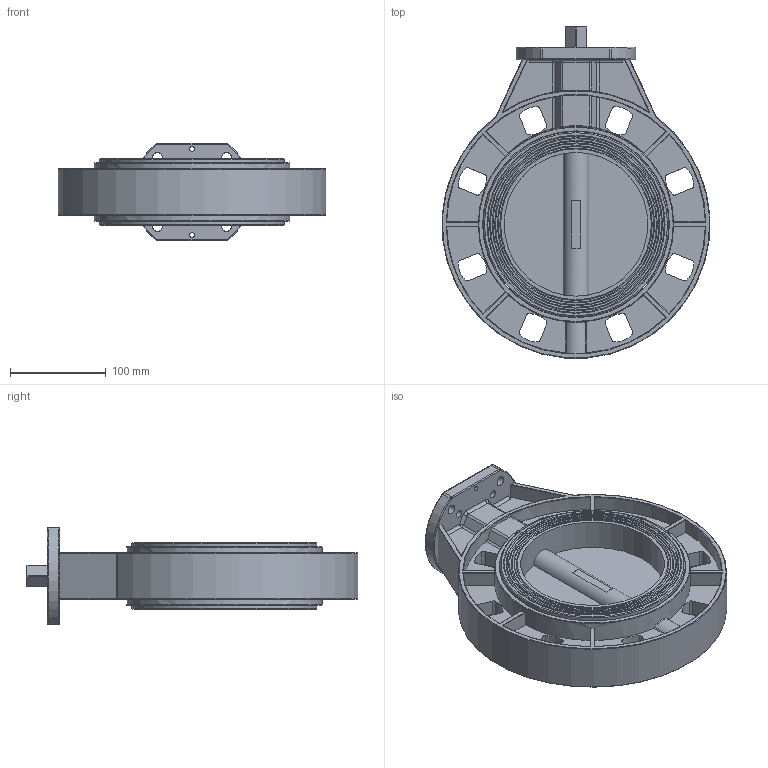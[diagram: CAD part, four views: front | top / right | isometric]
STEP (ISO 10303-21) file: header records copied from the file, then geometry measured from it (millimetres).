
FILE_DESCRIPTION(/* description */ (''),/* implementation_level */ '2;1');
FILE_NAME(/* name */ 'DN150_3D_STEP.stp',/* time_stamp */ '2025-09-10T22:24:35+03:00',/* author */ ('igorr'),/* organization */ (''),/* preprocessor_version */ 'ST-DEVELOPER v20',/* originating_system */ 'Autodesk Inventor 2025',/* authorisation */ '');
FILE_SCHEMA (('AUTOMOTIVE_DESIGN { 1 0 10303 214 3 1 1 }'));
Length unit declared in the file: millimetre
Products named in the file (4): Сборка1; Деталь1; Деталь2; AS 1427 - M3,5 x 5
Assembly tree (4 placements, depth 2):
  Сборка1
    Деталь1
    Деталь2
    AS 1427 - M3,5 x 5  x2
Bounding box: 279.46 x 346.48 x 102 mm (x, y, z)
Volume: 2030777.8 mm3; surface area: 399762.1 mm2
Topology: 4 solids, 4 shells, 454 faces, 1164 edges, 726 vertices
Faces by surface type: cylinder 177, plane 157, torus 74, cone 26, bspline 14, sphere 6
Full cylindrical faces by diameter (mm): 3.132 x2, 3.5 x2, 4 x2, 5 x4, 8 x4, 10 x4, 27 x2, 49.6 x1, 50 x1, 150 x2, 193.2 x1, 194 x1, 204 x2
Entity records: 14893 total; most frequent: CARTESIAN_POINT 3869, DIRECTION 2264, ORIENTED_EDGE 2168, EDGE_CURVE 1084, AXIS2_PLACEMENT_3D 905, VERTEX_POINT 674, EDGE_LOOP 488, CIRCLE 463
